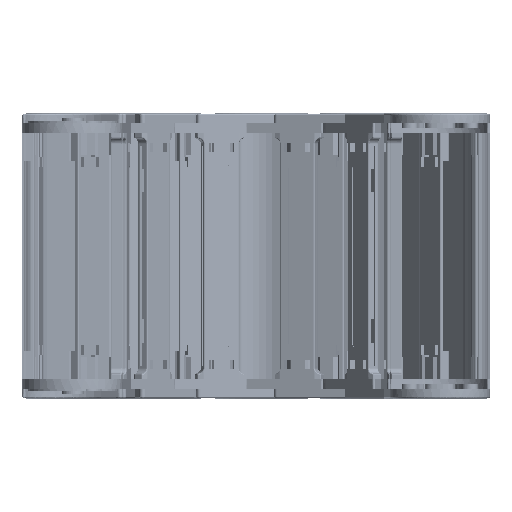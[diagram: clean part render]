
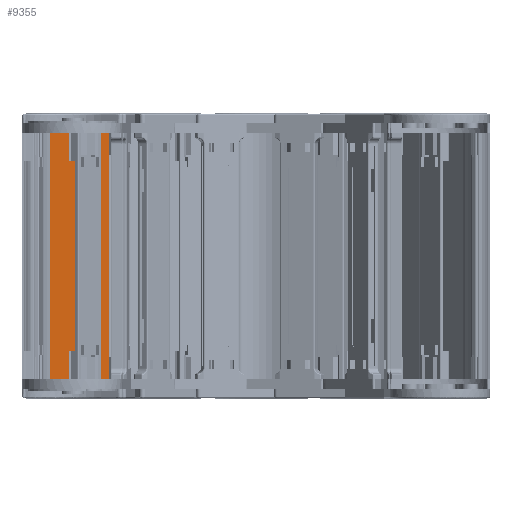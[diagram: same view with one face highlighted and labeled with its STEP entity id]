
A CAD part, left-side view. The second image highlights one B-rep face of the part: STEP entity #9355.
In plain terms, the highlighted face is planar.
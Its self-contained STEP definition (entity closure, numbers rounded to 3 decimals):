
#312 = CARTESIAN_POINT ( 'NONE',  ( 43.49, -39.416, -43.799 ) ) ;
#1443 = VERTEX_POINT ( 'NONE', #18915 ) ;
#1979 = EDGE_CURVE ( 'NONE', #23113, #29611, #31055, .T. ) ;
#2180 = ORIENTED_EDGE ( 'NONE', *, *, #20371, .F. ) ;
#3332 = EDGE_CURVE ( 'NONE', #3389, #31780, #9753, .T. ) ;
#3389 = VERTEX_POINT ( 'NONE', #29875 ) ;
#3564 = EDGE_CURVE ( 'NONE', #22404, #3389, #6070, .T. ) ;
#4701 = VECTOR ( 'NONE', #26132, 1000. ) ;
#4777 = LINE ( 'NONE', #17292, #9368 ) ;
#5720 = FACE_OUTER_BOUND ( 'NONE', #18419, .T. ) ;
#6070 = LINE ( 'NONE', #17499, #4701 ) ;
#7158 = CARTESIAN_POINT ( 'NONE',  ( -33.072, -39.416, -35.055 ) ) ;
#7320 = EDGE_CURVE ( 'NONE', #1443, #17631, #27999, .T. ) ;
#7376 = CARTESIAN_POINT ( 'NONE',  ( -13.51, -39.416, -59.805 ) ) ;
#7606 = ORIENTED_EDGE ( 'NONE', *, *, #33384, .T. ) ;
#7819 = CARTESIAN_POINT ( 'NONE',  ( -13.51, -39.416, -35.055 ) ) ;
#7900 = DIRECTION ( 'NONE',  ( -1., 0., 0. ) ) ;
#8116 = DIRECTION ( 'NONE',  ( 0., 0., 1. ) ) ;
#8489 = LINE ( 'NONE', #28063, #19603 ) ;
#9261 = ORIENTED_EDGE ( 'NONE', *, *, #14503, .T. ) ;
#9286 = DIRECTION ( 'NONE',  ( -1., 0., 0. ) ) ;
#9355 = ADVANCED_FACE ( 'NONE', ( #5720 ), #22454, .F. ) ;
#9368 = VECTOR ( 'NONE', #8116, 1000. ) ;
#9713 = ORIENTED_EDGE ( 'NONE', *, *, #7320, .T. ) ;
#9753 = LINE ( 'NONE', #21386, #24553 ) ;
#10055 = VERTEX_POINT ( 'NONE', #21882 ) ;
#10157 = EDGE_CURVE ( 'NONE', #30975, #33042, #13985, .T. ) ;
#12034 = EDGE_CURVE ( 'NONE', #31048, #22669, #26012, .T. ) ;
#12293 = ORIENTED_EDGE ( 'NONE', *, *, #3564, .T. ) ;
#12329 = EDGE_CURVE ( 'NONE', #17631, #29611, #4777, .T. ) ;
#12373 = DIRECTION ( 'NONE',  ( 0., 0., 1. ) ) ;
#13125 = DIRECTION ( 'NONE',  ( -1., 0., 0. ) ) ;
#13577 = DIRECTION ( 'NONE',  ( -1., 0., 0. ) ) ;
#13844 = ORIENTED_EDGE ( 'NONE', *, *, #16151, .T. ) ;
#13985 = LINE ( 'NONE', #17103, #28296 ) ;
#14461 = DIRECTION ( 'NONE',  ( 0., 0., 1. ) ) ;
#14503 = EDGE_CURVE ( 'NONE', #10055, #33042, #29058, .T. ) ;
#15314 = DIRECTION ( 'NONE',  ( 0., 0., -1. ) ) ;
#16151 = EDGE_CURVE ( 'NONE', #30975, #1443, #29894, .T. ) ;
#16875 = ORIENTED_EDGE ( 'NONE', *, *, #3332, .T. ) ;
#17103 = CARTESIAN_POINT ( 'NONE',  ( 24.49, -39.416, -212.735 ) ) ;
#17292 = CARTESIAN_POINT ( 'NONE',  ( -33.072, -39.416, -43.799 ) ) ;
#17459 = LINE ( 'NONE', #7376, #25276 ) ;
#17499 = CARTESIAN_POINT ( 'NONE',  ( 4.49, -39.416, -57.805 ) ) ;
#17631 = VERTEX_POINT ( 'NONE', #23707 ) ;
#17734 = VECTOR ( 'NONE', #18004, 1000. ) ;
#18004 = DIRECTION ( 'NONE',  ( -1., 0., 0. ) ) ;
#18419 = EDGE_LOOP ( 'NONE', ( #22195, #35545, #30533, #12293, #16875, #2180, #36809, #7606, #9261, #28923, #13844, #9713 ) ) ;
#18915 = CARTESIAN_POINT ( 'NONE',  ( -13.51, -39.416, -235.455 ) ) ;
#19279 = LINE ( 'NONE', #26719, #23374 ) ;
#19603 = VECTOR ( 'NONE', #13125, 1000. ) ;
#20371 = EDGE_CURVE ( 'NONE', #31048, #31780, #8489, .T. ) ;
#21386 = CARTESIAN_POINT ( 'NONE',  ( 18.49, -39.416, -35.055 ) ) ;
#21817 = EDGE_CURVE ( 'NONE', #23113, #22404, #17459, .T. ) ;
#21882 = CARTESIAN_POINT ( 'NONE',  ( 18.49, -39.416, -235.455 ) ) ;
#22104 = CARTESIAN_POINT ( 'NONE',  ( 18.49, -39.416, -212.735 ) ) ;
#22111 = AXIS2_PLACEMENT_3D ( 'NONE', #25573, #25813, #7900 ) ;
#22195 = ORIENTED_EDGE ( 'NONE', *, *, #12329, .T. ) ;
#22404 = VERTEX_POINT ( 'NONE', #24795 ) ;
#22454 = PLANE ( 'NONE',  #22111 ) ;
#22511 = VECTOR ( 'NONE', #15314, 1000. ) ;
#22669 = VERTEX_POINT ( 'NONE', #35893 ) ;
#22919 = VECTOR ( 'NONE', #13577, 1000. ) ;
#23113 = VERTEX_POINT ( 'NONE', #7819 ) ;
#23374 = VECTOR ( 'NONE', #9286, 1000. ) ;
#23707 = CARTESIAN_POINT ( 'NONE',  ( -33.072, -39.416, -235.455 ) ) ;
#24046 = CARTESIAN_POINT ( 'NONE',  ( 24.49, -39.416, -35.055 ) ) ;
#24553 = VECTOR ( 'NONE', #12373, 1000. ) ;
#24795 = CARTESIAN_POINT ( 'NONE',  ( -13.51, -39.416, -57.805 ) ) ;
#25276 = VECTOR ( 'NONE', #33459, 1000. ) ;
#25536 = VECTOR ( 'NONE', #35286, 1000. ) ;
#25573 = CARTESIAN_POINT ( 'NONE',  ( 24.49, -39.416, -43.799 ) ) ;
#25813 = DIRECTION ( 'NONE',  ( 0., -1., 0. ) ) ;
#26012 = LINE ( 'NONE', #312, #25536 ) ;
#26132 = DIRECTION ( 'NONE',  ( 1., 0., 0. ) ) ;
#26535 = CARTESIAN_POINT ( 'NONE',  ( 43.49, -39.416, -35.055 ) ) ;
#26552 = CARTESIAN_POINT ( 'NONE',  ( 18.49, -39.416, -210.735 ) ) ;
#26719 = CARTESIAN_POINT ( 'NONE',  ( 24.49, -39.416, -235.455 ) ) ;
#27999 = LINE ( 'NONE', #30966, #22919 ) ;
#28063 = CARTESIAN_POINT ( 'NONE',  ( 24.49, -39.416, -35.055 ) ) ;
#28296 = VECTOR ( 'NONE', #37490, 1000. ) ;
#28923 = ORIENTED_EDGE ( 'NONE', *, *, #10157, .F. ) ;
#29058 = LINE ( 'NONE', #26552, #34064 ) ;
#29611 = VERTEX_POINT ( 'NONE', #7158 ) ;
#29875 = CARTESIAN_POINT ( 'NONE',  ( 18.49, -39.416, -57.805 ) ) ;
#29894 = LINE ( 'NONE', #32613, #22511 ) ;
#30533 = ORIENTED_EDGE ( 'NONE', *, *, #21817, .T. ) ;
#30966 = CARTESIAN_POINT ( 'NONE',  ( 24.49, -39.416, -235.455 ) ) ;
#30975 = VERTEX_POINT ( 'NONE', #31315 ) ;
#31048 = VERTEX_POINT ( 'NONE', #26535 ) ;
#31055 = LINE ( 'NONE', #24046, #17734 ) ;
#31315 = CARTESIAN_POINT ( 'NONE',  ( -13.51, -39.416, -212.735 ) ) ;
#31780 = VERTEX_POINT ( 'NONE', #36013 ) ;
#32613 = CARTESIAN_POINT ( 'NONE',  ( -13.51, -39.416, -235.455 ) ) ;
#33042 = VERTEX_POINT ( 'NONE', #22104 ) ;
#33384 = EDGE_CURVE ( 'NONE', #22669, #10055, #19279, .T. ) ;
#33459 = DIRECTION ( 'NONE',  ( 0., 0., -1. ) ) ;
#34064 = VECTOR ( 'NONE', #14461, 1000. ) ;
#35286 = DIRECTION ( 'NONE',  ( 0., 0., -1. ) ) ;
#35545 = ORIENTED_EDGE ( 'NONE', *, *, #1979, .F. ) ;
#35893 = CARTESIAN_POINT ( 'NONE',  ( 43.49, -39.416, -235.455 ) ) ;
#36013 = CARTESIAN_POINT ( 'NONE',  ( 18.49, -39.416, -35.055 ) ) ;
#36809 = ORIENTED_EDGE ( 'NONE', *, *, #12034, .T. ) ;
#37490 = DIRECTION ( 'NONE',  ( 1., 0., 0. ) ) ;
